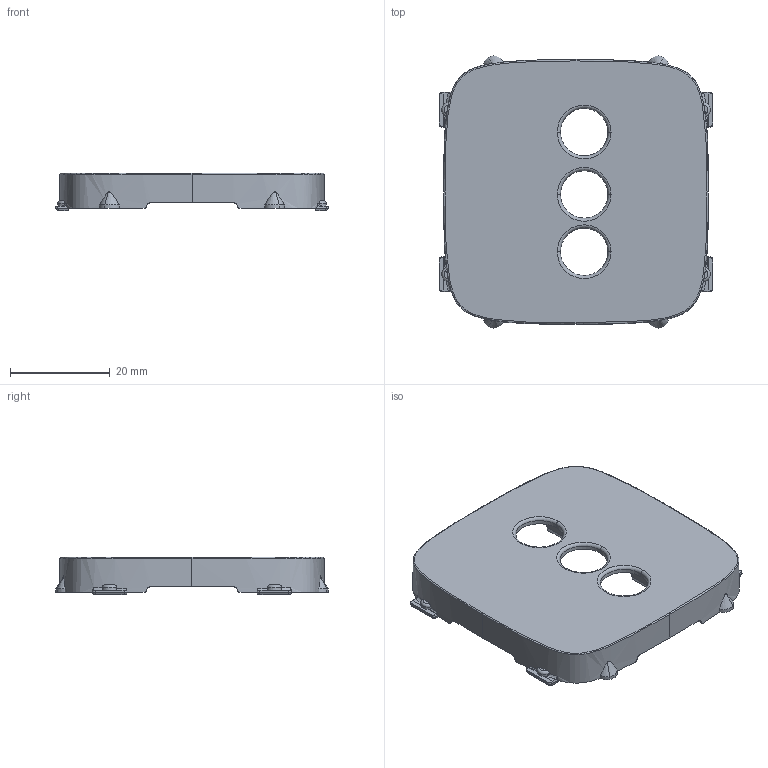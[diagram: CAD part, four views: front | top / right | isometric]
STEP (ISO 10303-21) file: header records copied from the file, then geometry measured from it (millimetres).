
FILE_DESCRIPTION(('CATIA V5 STEP Exchange','CAx-IF Rec.Pracs.--- Model Styling and Organization---1.4--- 2014-01-23'),'2;1');
FILE_NAME('754725_AllCATPart.stp','2020-02-18T10:55:37+00:00',('none'),('none'),'CATIA Version 5-6 Release 2017 SP3','CATIA V5 STEP AP214','none');
FILE_SCHEMA(('AUTOMOTIVE_DESIGN { 1 0 10303 214 1 1 1 1 }'));
Products named in the file (1): 754725_AllCATPart
Bounding box: 54.8 x 54.6 x 7.6 mm (x, y, z)
Volume: 4517.3 mm3; surface area: 7488.7 mm2
Topology: 1 solids, 1 shells, 2813 faces, 8021 edges, 5290 vertices
Faces by surface type: plane 2500, bspline 130, cylinder 97, cone 50, torus 26, sphere 10
Entity records: 99520 total; most frequent: CARTESIAN_POINT 27467, ORIENTED_EDGE 15994, DIRECTION 11566, EDGE_CURVE 7997, VECTOR 6498, LINE 6498, VERTEX_POINT 5290, EDGE_LOOP 2923
